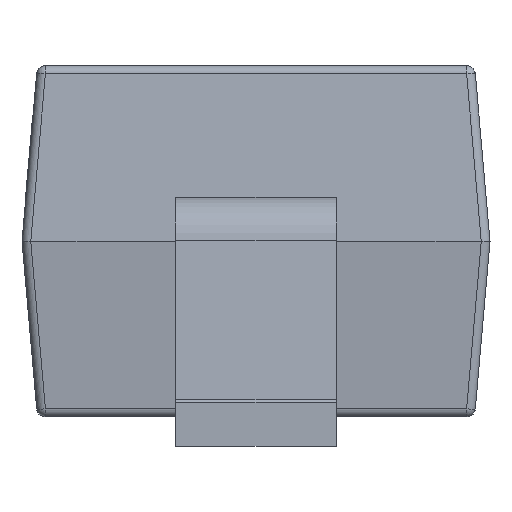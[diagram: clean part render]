
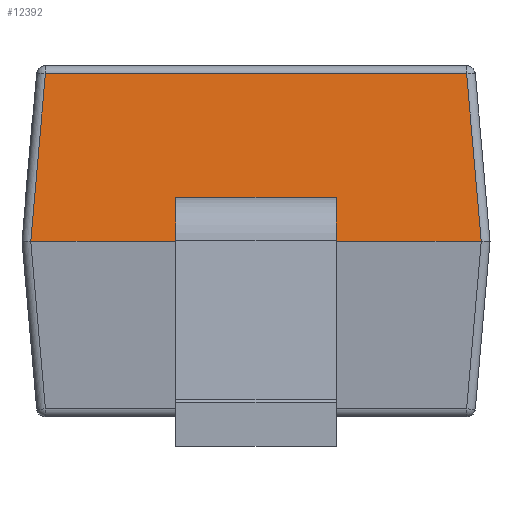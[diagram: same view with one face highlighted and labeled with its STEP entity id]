
A CAD part, left-side view. The second image highlights one B-rep face of the part: STEP entity #12392.
In plain terms, the highlighted planar face has unit normal (-0.996, 0, 0.087).
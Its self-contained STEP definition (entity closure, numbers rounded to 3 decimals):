
#211 = CARTESIAN_POINT ( 'NONE',  ( -1.337, -0.275, 0.15 ) ) ;
#308 = CARTESIAN_POINT ( 'NONE',  ( -1.35, -0.275, 0. ) ) ;
#425 = DIRECTION ( 'NONE',  ( 0.087, 0., 0.996 ) ) ;
#439 = DIRECTION ( 'NONE',  ( -0.087, 0.087, -0.992 ) ) ;
#503 = CARTESIAN_POINT ( 'NONE',  ( -1.35, 0.77, -0.003 ) ) ;
#631 = DIRECTION ( 'NONE',  ( 0.087, 0., 0.996 ) ) ;
#730 = VERTEX_POINT ( 'NONE', #8811 ) ;
#1399 = LINE ( 'NONE', #4589, #5014 ) ;
#1983 = ORIENTED_EDGE ( 'NONE', *, *, #9307, .T. ) ;
#2015 = VERTEX_POINT ( 'NONE', #211 ) ;
#2062 = VECTOR ( 'NONE', #11724, 1000. ) ;
#2075 = EDGE_CURVE ( 'NONE', #3070, #5413, #9462, .T. ) ;
#2882 = LINE ( 'NONE', #10813, #2062 ) ;
#3041 = VECTOR ( 'NONE', #12470, 1000. ) ;
#3070 = VERTEX_POINT ( 'NONE', #308 ) ;
#3351 = VERTEX_POINT ( 'NONE', #9743 ) ;
#3574 = DIRECTION ( 'NONE',  ( 0., 1., 0. ) ) ;
#3763 = VERTEX_POINT ( 'NONE', #9859 ) ;
#4034 = DIRECTION ( 'NONE',  ( -0.996, 0., 0.087 ) ) ;
#4256 = CARTESIAN_POINT ( 'NONE',  ( -1.35, 0.275, 0. ) ) ;
#4352 = LINE ( 'NONE', #5616, #6385 ) ;
#4370 = ORIENTED_EDGE ( 'NONE', *, *, #5071, .F. ) ;
#4589 = CARTESIAN_POINT ( 'NONE',  ( -1.35, -0.275, 0. ) ) ;
#5014 = VECTOR ( 'NONE', #425, 1000. ) ;
#5071 = EDGE_CURVE ( 'NONE', #3070, #2015, #1399, .T. ) ;
#5347 = CARTESIAN_POINT ( 'NONE',  ( -1.35, 0.275, 0. ) ) ;
#5413 = VERTEX_POINT ( 'NONE', #11582 ) ;
#5545 = CARTESIAN_POINT ( 'NONE',  ( -1.35, 0.8, 0. ) ) ;
#5616 = CARTESIAN_POINT ( 'NONE',  ( -1.3, 0.748, 0.573 ) ) ;
#6068 = ORIENTED_EDGE ( 'NONE', *, *, #8297, .T. ) ;
#6070 = LINE ( 'NONE', #11331, #6271 ) ;
#6271 = VECTOR ( 'NONE', #13328, 1000. ) ;
#6385 = VECTOR ( 'NONE', #3574, 1000. ) ;
#6476 = DIRECTION ( 'NONE',  ( 0.087, 0., 0.996 ) ) ;
#6622 = CARTESIAN_POINT ( 'NONE',  ( -1.3, -0.72, 0.573 ) ) ;
#6921 = LINE ( 'NONE', #503, #8994 ) ;
#7863 = ORIENTED_EDGE ( 'NONE', *, *, #12617, .T. ) ;
#8231 = FACE_OUTER_BOUND ( 'NONE', #8291, .T. ) ;
#8291 = EDGE_LOOP ( 'NONE', ( #11698, #12047, #1983, #6068, #11779, #4370, #13381, #7863 ) ) ;
#8297 = EDGE_CURVE ( 'NONE', #12249, #730, #8688, .T. ) ;
#8441 = VERTEX_POINT ( 'NONE', #6622 ) ;
#8688 = LINE ( 'NONE', #5347, #11357 ) ;
#8811 = CARTESIAN_POINT ( 'NONE',  ( -1.337, 0.275, 0.15 ) ) ;
#8994 = VECTOR ( 'NONE', #439, 1000. ) ;
#9307 = EDGE_CURVE ( 'NONE', #3351, #12249, #6070, .T. ) ;
#9462 = LINE ( 'NONE', #5545, #13593 ) ;
#9503 = LINE ( 'NONE', #12609, #3041 ) ;
#9743 = CARTESIAN_POINT ( 'NONE',  ( -1.35, 0.77, 0. ) ) ;
#9859 = CARTESIAN_POINT ( 'NONE',  ( -1.3, 0.72, 0.573 ) ) ;
#9895 = EDGE_CURVE ( 'NONE', #730, #2015, #2882, .T. ) ;
#10255 = EDGE_CURVE ( 'NONE', #3763, #3351, #6921, .T. ) ;
#10813 = CARTESIAN_POINT ( 'NONE',  ( -1.337, 0.8, 0.15 ) ) ;
#11331 = CARTESIAN_POINT ( 'NONE',  ( -1.35, 0.8, 0. ) ) ;
#11357 = VECTOR ( 'NONE', #6476, 1000. ) ;
#11582 = CARTESIAN_POINT ( 'NONE',  ( -1.35, -0.77, 0. ) ) ;
#11698 = ORIENTED_EDGE ( 'NONE', *, *, #11933, .T. ) ;
#11724 = DIRECTION ( 'NONE',  ( 0., -1., 0. ) ) ;
#11779 = ORIENTED_EDGE ( 'NONE', *, *, #9895, .T. ) ;
#11933 = EDGE_CURVE ( 'NONE', #8441, #3763, #4352, .T. ) ;
#12047 = ORIENTED_EDGE ( 'NONE', *, *, #10255, .T. ) ;
#12249 = VERTEX_POINT ( 'NONE', #4256 ) ;
#12380 = PLANE ( 'NONE',  #12561 ) ;
#12392 = ADVANCED_FACE ( 'NONE', ( #8231 ), #12380, .T. ) ;
#12442 = CARTESIAN_POINT ( 'NONE',  ( -1.35, 0.8, 0. ) ) ;
#12470 = DIRECTION ( 'NONE',  ( 0.087, 0.087, 0.992 ) ) ;
#12561 = AXIS2_PLACEMENT_3D ( 'NONE', #12442, #4034, #631 ) ;
#12609 = CARTESIAN_POINT ( 'NONE',  ( -1.338, -0.758, 0.135 ) ) ;
#12617 = EDGE_CURVE ( 'NONE', #5413, #8441, #9503, .T. ) ;
#13328 = DIRECTION ( 'NONE',  ( 0., -1., 0. ) ) ;
#13381 = ORIENTED_EDGE ( 'NONE', *, *, #2075, .T. ) ;
#13593 = VECTOR ( 'NONE', #13682, 1000. ) ;
#13682 = DIRECTION ( 'NONE',  ( 0., -1., 0. ) ) ;
